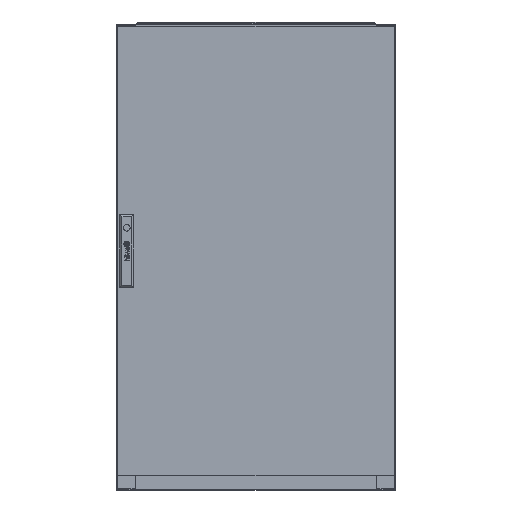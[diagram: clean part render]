
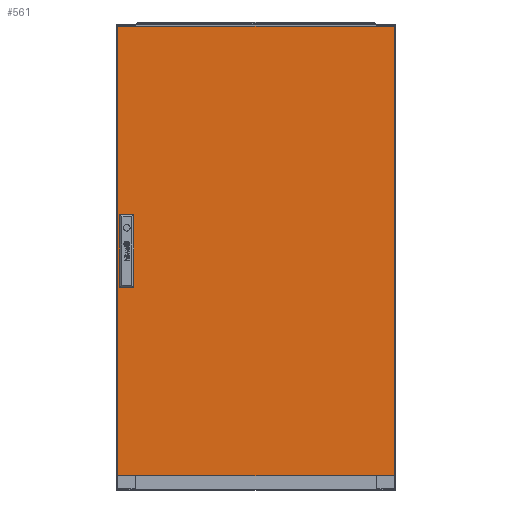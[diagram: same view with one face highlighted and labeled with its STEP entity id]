
A CAD part, top view. The second image highlights one B-rep face of the part: STEP entity #561.
In plain terms, the highlighted planar face has unit normal (0, 0, 1).
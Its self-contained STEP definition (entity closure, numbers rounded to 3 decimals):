
#561 = ADVANCED_FACE ( 'NONE', ( #34238, #72440 ), #55456, .T. ) ;
#2591 = ORIENTED_EDGE ( 'NONE', *, *, #82156, .T. ) ;
#12214 = LINE ( 'NONE', #21766, #48279 ) ;
#14877 = CARTESIAN_POINT ( 'NONE',  ( -293.4, -78.5, 0. ) ) ;
#14878 = DIRECTION ( 'NONE',  ( 0., -1., 0. ) ) ;
#16083 = LINE ( 'NONE', #42539, #90440 ) ;
#16133 = DIRECTION ( 'NONE',  ( 0., 1., 0. ) ) ;
#17074 = CARTESIAN_POINT ( 'NONE',  ( -293.4, 78.5, 0. ) ) ;
#17369 = CARTESIAN_POINT ( 'NONE',  ( 297., 483.5, 0. ) ) ;
#17419 = CARTESIAN_POINT ( 'NONE',  ( -297., -483.5, 0. ) ) ;
#17816 = LINE ( 'NONE', #17419, #92181 ) ;
#17823 = EDGE_CURVE ( 'NONE', #91940, #73716, #12214, .T. ) ;
#17859 = VERTEX_POINT ( 'NONE', #14877 ) ;
#19261 = CARTESIAN_POINT ( 'NONE',  ( 0., 0., 0. ) ) ;
#19486 = LINE ( 'NONE', #29363, #36397 ) ;
#19594 = DIRECTION ( 'NONE',  ( 1., 0., 0. ) ) ;
#20806 = ORIENTED_EDGE ( 'NONE', *, *, #87011, .F. ) ;
#20890 = EDGE_CURVE ( 'NONE', #63280, #62679, #39775, .T. ) ;
#21766 = CARTESIAN_POINT ( 'NONE',  ( -297., 483.5, 0. ) ) ;
#28739 = CARTESIAN_POINT ( 'NONE',  ( -297., 483.5, 0. ) ) ;
#28932 = CARTESIAN_POINT ( 'NONE',  ( -293.4, 78.5, 0. ) ) ;
#29363 = CARTESIAN_POINT ( 'NONE',  ( -293.4, 0., 0. ) ) ;
#30374 = CARTESIAN_POINT ( 'NONE',  ( 297., 483.5, 0. ) ) ;
#30746 = VECTOR ( 'NONE', #52984, 1000. ) ;
#30788 = VECTOR ( 'NONE', #90703, 1000. ) ;
#31291 = CARTESIAN_POINT ( 'NONE',  ( -297., 483.5, 0. ) ) ;
#34238 = FACE_BOUND ( 'NONE', #64059, .T. ) ;
#34785 = LINE ( 'NONE', #31291, #70774 ) ;
#36397 = VECTOR ( 'NONE', #14878, 1000. ) ;
#39611 = EDGE_CURVE ( 'NONE', #73716, #48955, #17816, .T. ) ;
#39775 = LINE ( 'NONE', #17074, #30746 ) ;
#42539 = CARTESIAN_POINT ( 'NONE',  ( -263., 0., 0. ) ) ;
#44283 = ORIENTED_EDGE ( 'NONE', *, *, #80912, .T. ) ;
#45223 = ORIENTED_EDGE ( 'NONE', *, *, #20890, .T. ) ;
#45852 = ORIENTED_EDGE ( 'NONE', *, *, #67329, .T. ) ;
#46888 = VERTEX_POINT ( 'NONE', #17369 ) ;
#47022 = EDGE_CURVE ( 'NONE', #17859, #80516, #52147, .T. ) ;
#48279 = VECTOR ( 'NONE', #86646, 1000. ) ;
#48646 = ORIENTED_EDGE ( 'NONE', *, *, #47022, .F. ) ;
#48955 = VERTEX_POINT ( 'NONE', #69702 ) ;
#52047 = CARTESIAN_POINT ( 'NONE',  ( -263., -78.5, 0. ) ) ;
#52147 = LINE ( 'NONE', #68986, #30788 ) ;
#52797 = VECTOR ( 'NONE', #16133, 1000. ) ;
#52984 = DIRECTION ( 'NONE',  ( 1., 0., 0. ) ) ;
#55456 = PLANE ( 'NONE',  #81173 ) ;
#62679 = VERTEX_POINT ( 'NONE', #72127 ) ;
#62736 = DIRECTION ( 'NONE',  ( 0., 0., 1. ) ) ;
#63280 = VERTEX_POINT ( 'NONE', #28932 ) ;
#64059 = EDGE_LOOP ( 'NONE', ( #45223, #44283, #48646, #20806 ) ) ;
#64578 = EDGE_LOOP ( 'NONE', ( #2591, #45852, #78828, #88181 ) ) ;
#67329 = EDGE_CURVE ( 'NONE', #46888, #91940, #34785, .T. ) ;
#67798 = DIRECTION ( 'NONE',  ( 1., 0., 0. ) ) ;
#68986 = CARTESIAN_POINT ( 'NONE',  ( -293.4, -78.5, 0. ) ) ;
#69702 = CARTESIAN_POINT ( 'NONE',  ( 297., -483.5, 0. ) ) ;
#70774 = VECTOR ( 'NONE', #74933, 1000. ) ;
#72127 = CARTESIAN_POINT ( 'NONE',  ( -263., 78.5, 0. ) ) ;
#72440 = FACE_OUTER_BOUND ( 'NONE', #64578, .T. ) ;
#73716 = VERTEX_POINT ( 'NONE', #81234 ) ;
#74933 = DIRECTION ( 'NONE',  ( -1., 0., 0. ) ) ;
#78828 = ORIENTED_EDGE ( 'NONE', *, *, #17823, .T. ) ;
#80516 = VERTEX_POINT ( 'NONE', #52047 ) ;
#80912 = EDGE_CURVE ( 'NONE', #62679, #80516, #16083, .T. ) ;
#81173 = AXIS2_PLACEMENT_3D ( 'NONE', #19261, #62736, #19594 ) ;
#81234 = CARTESIAN_POINT ( 'NONE',  ( -297., -483.5, 0. ) ) ;
#82156 = EDGE_CURVE ( 'NONE', #48955, #46888, #93327, .T. ) ;
#85618 = DIRECTION ( 'NONE',  ( 0., -1., 0. ) ) ;
#86646 = DIRECTION ( 'NONE',  ( 0., -1., 0. ) ) ;
#87011 = EDGE_CURVE ( 'NONE', #63280, #17859, #19486, .T. ) ;
#88181 = ORIENTED_EDGE ( 'NONE', *, *, #39611, .T. ) ;
#90440 = VECTOR ( 'NONE', #85618, 1000. ) ;
#90703 = DIRECTION ( 'NONE',  ( 1., 0., 0. ) ) ;
#91940 = VERTEX_POINT ( 'NONE', #28739 ) ;
#92181 = VECTOR ( 'NONE', #67798, 1000. ) ;
#93327 = LINE ( 'NONE', #30374, #52797 ) ;
